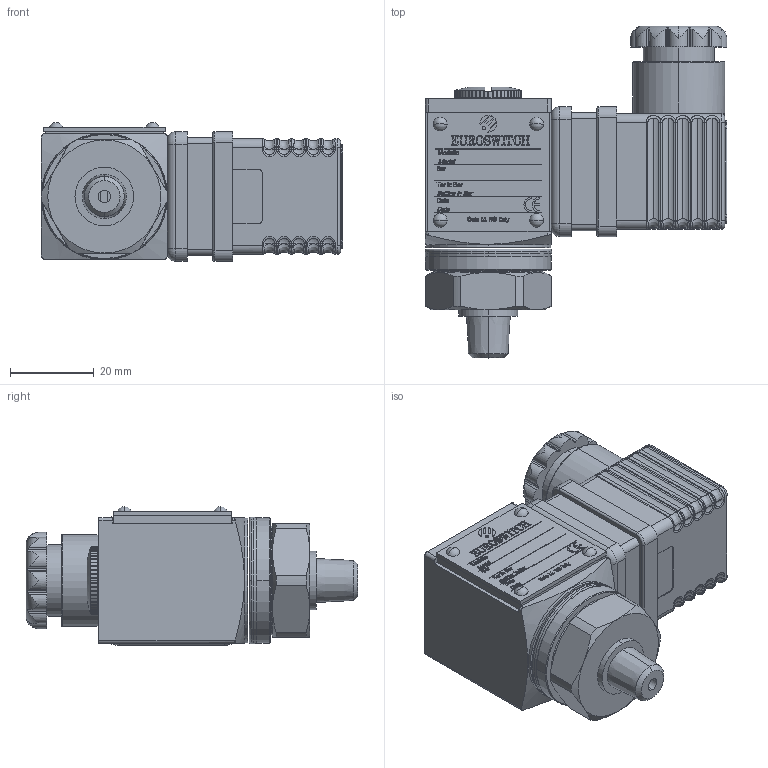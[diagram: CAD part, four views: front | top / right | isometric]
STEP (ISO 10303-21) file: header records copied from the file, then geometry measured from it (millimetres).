
FILE_DESCRIPTION (( 'STEP AP214' ), '1' );
FILE_NAME ('2400122.STEP', '2019-01-07T10:13:45', ( '' ), ( '' ), 'SwSTEP 2.0', 'SolidWorks 2017', '' );
FILE_SCHEMA (( 'AUTOMOTIVE_DESIGN' ));
Length unit declared in the file: millimetre
Products named in the file (1): 2400122
Bounding box: 72.06 x 79.2 x 33.15 mm (x, y, z)
Surface area: 18764.1 mm2 (no closed solid volume)
Topology: 0 solids, 34 shells, 962 faces, 3943 edges, 2917 vertices
Faces by surface type: plane 366, cylinder 246, bspline 242, torus 50, cone 40, sphere 18
Entity records: 68840 total; most frequent: CARTESIAN_POINT 29332, ORIENTED_EDGE 5825, DIRECTION 4811, EDGE_CURVE 3939, VERTEX_POINT 2917, LINE 2055, VECTOR 2055, AXIS2_PLACEMENT_3D 1378
